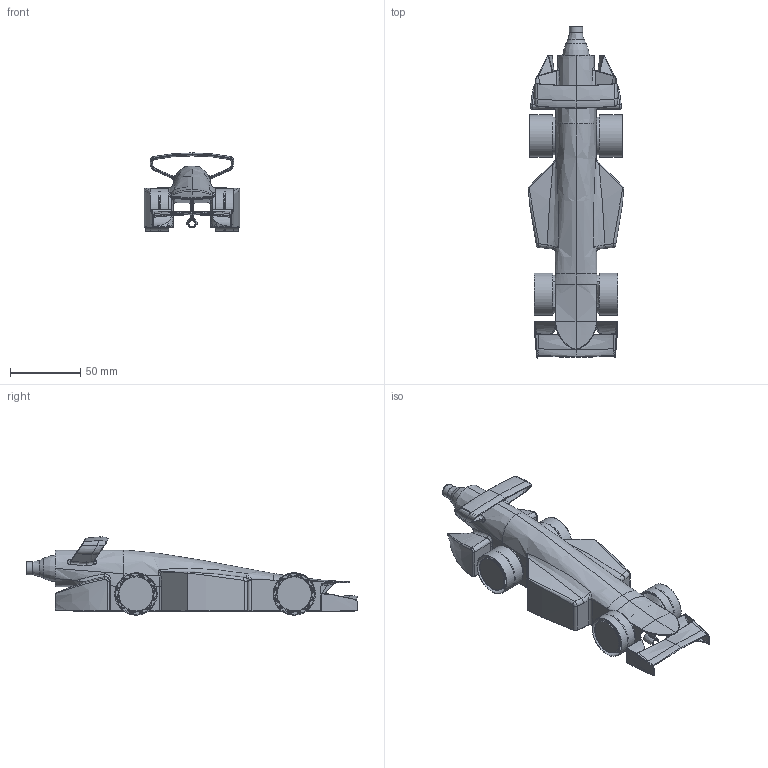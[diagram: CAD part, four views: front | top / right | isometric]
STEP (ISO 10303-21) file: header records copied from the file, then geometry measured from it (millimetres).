
FILE_DESCRIPTION(('FreeCAD Model'),'2;1');
FILE_NAME('Open CASCADE Shape Model','2025-05-02T11:17:36',('FreeCAD'),( 'FreeCAD'),'Open CASCADE STEP processor 7.6','FreeCAD','Unknown');
FILE_SCHEMA(('AUTOMOTIVE_DESIGN { 1 0 10303 214 1 1 1 1 }'));
Products named in the file (1): Open CASCADE STEP translator 7.6 1
Bounding box: 67.87 x 236.2 x 55.66 mm (x, y, z)
Volume: 167572.1 mm3; surface area: 86538.4 mm2
Topology: 59 solids, 68 shells, 1204 faces, 2809 edges, 1729 vertices
Faces by surface type: bspline 1204
Entity records: 106220 total; most frequent: CARTESIAN_POINT 90117, ORIENTED_EDGE 5404, EDGE_CURVE 2702, VERTEX_POINT 1701, B_SPLINE_CURVE_WITH_KNOTS 1678, FACE_BOUND 1425, EDGE_LOOP 1397, ADVANCED_FACE 1204
